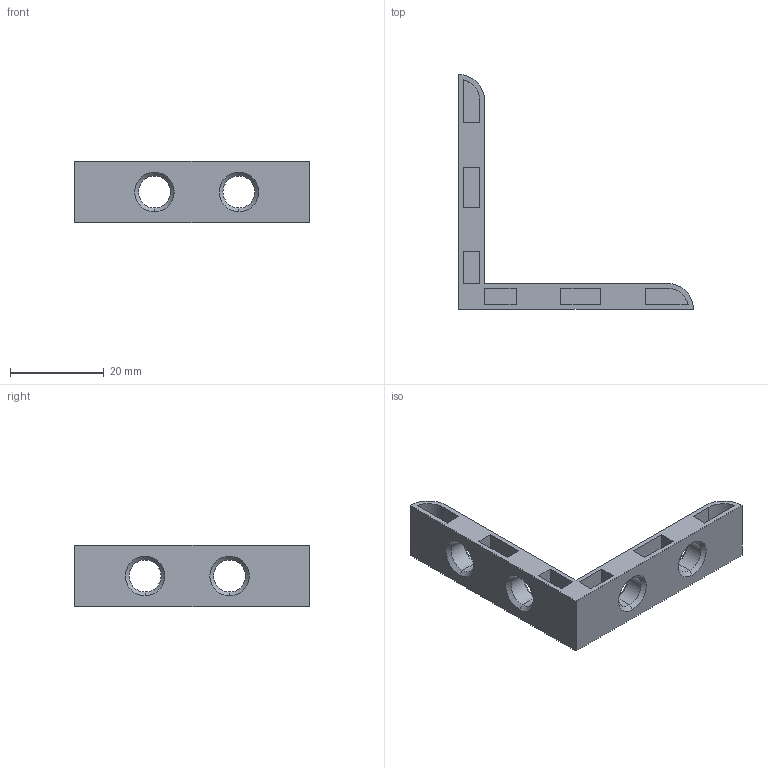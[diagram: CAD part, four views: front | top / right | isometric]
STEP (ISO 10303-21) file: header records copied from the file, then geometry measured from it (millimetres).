
FILE_DESCRIPTION (( 'STEP AP203' ), '1' );
FILE_NAME ('ALF-IC2040-L.step', '2024-08-13T15:18:42', ( '' ), ( '' ), 'SwSTEP 2.0', 'SolidWorks 2022', '' );
FILE_SCHEMA (( 'CONFIG_CONTROL_DESIGN' ));
Length unit declared in the file: millimetre
Products named in the file (1): ALF-IC2040-L
Bounding box: 50 x 50 x 13 mm (x, y, z)
Volume: 3938.3 mm3; surface area: 5153 mm2
Topology: 1 solids, 1 shells, 92 faces, 218 edges, 140 vertices
Faces by surface type: plane 62, cone 16, cylinder 14
Entity records: 2711 total; most frequent: CARTESIAN_POINT 451, DIRECTION 448, ORIENTED_EDGE 436, EDGE_CURVE 218, VECTOR 174, LINE 174, VERTEX_POINT 140, AXIS2_PLACEMENT_3D 137
